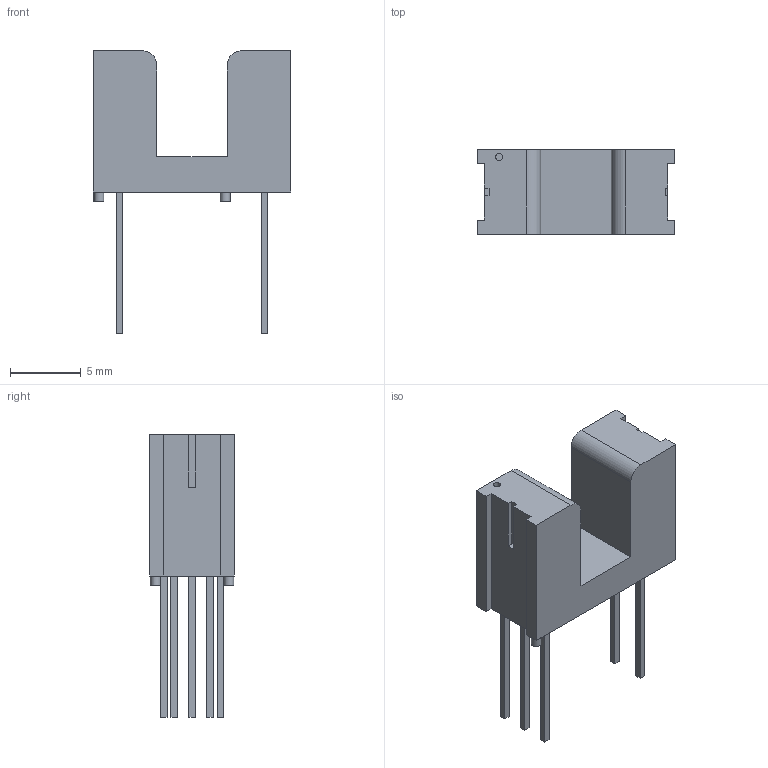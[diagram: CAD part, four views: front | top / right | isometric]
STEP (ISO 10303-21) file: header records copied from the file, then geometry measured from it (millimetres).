
FILE_DESCRIPTION(('FreeCAD Model'),'2;1');
FILE_NAME('Support_beneath002_sp.step', '2017-08-19T09:05:38',('kicad StepUp'),('ksu MCAD'), 'Open CASCADE STEP processor 7.1','FreeCAD','Unknown');
FILE_SCHEMA(('AUTOMOTIVE_DESIGN { 1 0 10303 214 1 1 1 1 }'));
Length unit declared in the file: millimetre
Products named in the file (1): Support_beneath002_sp
Bounding box: 14 x 6 x 20 mm (x, y, z)
Volume: 582 mm3; surface area: 686.9 mm2
Topology: 1 solids, 1 shells, 59 faces, 147 edges, 98 vertices
Faces by surface type: plane 54, cylinder 5
Full cylindrical faces by diameter (mm): 0.5 x1, 0.7 x2
Entity records: 1187 total; most frequent: ORIENTED_EDGE 230, CARTESIAN_POINT 153, EDGE_CURVE 147, LINE 133, VERTEX_POINT 98, FACE_BOUND 67, EDGE_LOOP 67, AXIS2_PLACEMENT_3D 63
